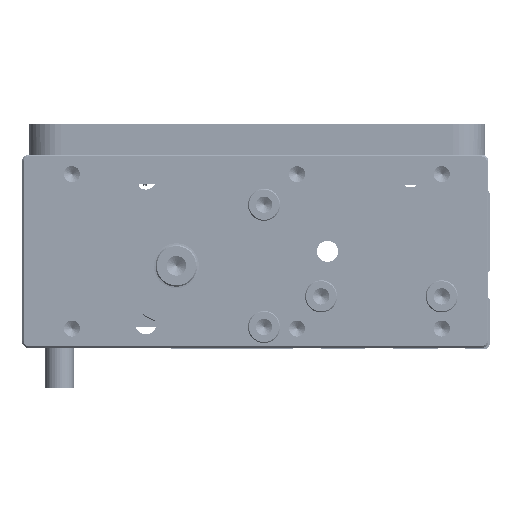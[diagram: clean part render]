
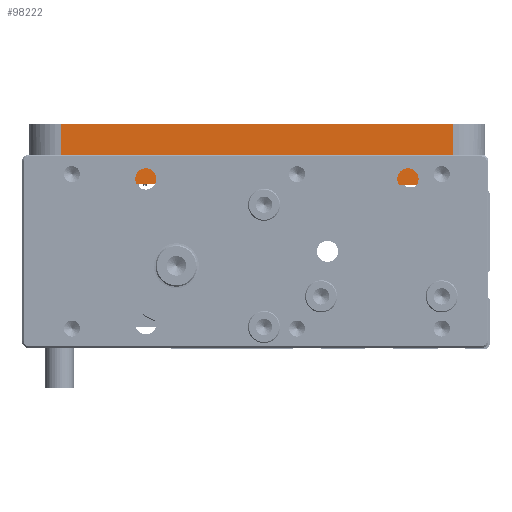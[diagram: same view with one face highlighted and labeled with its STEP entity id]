
A CAD part, left-side view. The second image highlights one B-rep face of the part: STEP entity #98222.
In plain terms, the highlighted face is planar.
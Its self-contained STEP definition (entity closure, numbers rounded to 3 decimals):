
#689 = VECTOR ( 'NONE', #92860, 1000. ) ;
#1837 = EDGE_CURVE ( 'NONE', #61528, #53583, #81200, .T. ) ;
#2120 = VECTOR ( 'NONE', #2536, 1000. ) ;
#2536 = DIRECTION ( 'NONE',  ( 0., 0., -1. ) ) ;
#4120 = VECTOR ( 'NONE', #6140, 1000. ) ;
#4338 = CARTESIAN_POINT ( 'NONE',  ( 45.5, -102.5, 0. ) ) ;
#6140 = DIRECTION ( 'NONE',  ( 0., 1., 0. ) ) ;
#6711 = VECTOR ( 'NONE', #70723, 1000. ) ;
#8325 = VECTOR ( 'NONE', #60282, 1000. ) ;
#8358 = EDGE_CURVE ( 'NONE', #67313, #25139, #96829, .T. ) ;
#12616 = LINE ( 'NONE', #63703, #13987 ) ;
#13201 = DIRECTION ( 'NONE',  ( 0., 0., -1. ) ) ;
#13987 = VECTOR ( 'NONE', #13201, 1000. ) ;
#15016 = VECTOR ( 'NONE', #87601, 1000. ) ;
#16582 = CARTESIAN_POINT ( 'NONE',  ( 45.5, 0., 23. ) ) ;
#18707 = CARTESIAN_POINT ( 'NONE',  ( 45.5, -101., 19. ) ) ;
#21001 = VERTEX_POINT ( 'NONE', #100753 ) ;
#22160 = ORIENTED_EDGE ( 'NONE', *, *, #1837, .F. ) ;
#22480 = ORIENTED_EDGE ( 'NONE', *, *, #25805, .F. ) ;
#25139 = VERTEX_POINT ( 'NONE', #76879 ) ;
#25140 = CARTESIAN_POINT ( 'NONE',  ( 45.5, -51.3, 18.5 ) ) ;
#25805 = EDGE_CURVE ( 'NONE', #67908, #67313, #71348, .T. ) ;
#26090 = DIRECTION ( 'NONE',  ( 0., -1., 0. ) ) ;
#27494 = CARTESIAN_POINT ( 'NONE',  ( 45.5, 29.5, 19. ) ) ;
#35287 = CARTESIAN_POINT ( 'NONE',  ( 45.5, -101., 23. ) ) ;
#37153 = CARTESIAN_POINT ( 'NONE',  ( 45.5, 19.5, 18.5 ) ) ;
#37764 = CARTESIAN_POINT ( 'NONE',  ( 45.5, -55.3, 15.5 ) ) ;
#37881 = VERTEX_POINT ( 'NONE', #37153 ) ;
#43113 = VECTOR ( 'NONE', #60172, 1000. ) ;
#43887 = VERTEX_POINT ( 'NONE', #4338 ) ;
#44099 = ORIENTED_EDGE ( 'NONE', *, *, #97799, .F. ) ;
#46514 = AXIS2_PLACEMENT_3D ( 'NONE', #97114, #86817, #26090 ) ;
#48503 = CARTESIAN_POINT ( 'NONE',  ( 45.5, -51.3, 20.8 ) ) ;
#50551 = CARTESIAN_POINT ( 'NONE',  ( 45.5, -55.3, 20.8 ) ) ;
#52513 = LINE ( 'NONE', #76659, #4120 ) ;
#52654 = LINE ( 'NONE', #61289, #15016 ) ;
#53583 = VERTEX_POINT ( 'NONE', #25140 ) ;
#53667 = VECTOR ( 'NONE', #101393, 1000. ) ;
#56038 = EDGE_LOOP ( 'NONE', ( #57652, #80137, #22160, #44099, #103717, #109532, #22480, #81145, #109477, #80839 ) ) ;
#56082 = VERTEX_POINT ( 'NONE', #63717 ) ;
#57652 = ORIENTED_EDGE ( 'NONE', *, *, #107506, .T. ) ;
#57940 = LINE ( 'NONE', #16582, #689 ) ;
#60101 = VECTOR ( 'NONE', #81743, 1000. ) ;
#60172 = DIRECTION ( 'NONE',  ( 0., 1., 0. ) ) ;
#60282 = DIRECTION ( 'NONE',  ( 0., 0., -1. ) ) ;
#61210 = VERTEX_POINT ( 'NONE', #84038 ) ;
#61289 = CARTESIAN_POINT ( 'NONE',  ( 45.5, -51.3, 18.5 ) ) ;
#61528 = VERTEX_POINT ( 'NONE', #111387 ) ;
#62147 = FACE_OUTER_BOUND ( 'NONE', #56038, .T. ) ;
#63703 = CARTESIAN_POINT ( 'NONE',  ( 45.5, -102.5, 19. ) ) ;
#63717 = CARTESIAN_POINT ( 'NONE',  ( 45.5, -55.3, 15.5 ) ) ;
#67313 = VERTEX_POINT ( 'NONE', #18707 ) ;
#67908 = VERTEX_POINT ( 'NONE', #87812 ) ;
#70723 = DIRECTION ( 'NONE',  ( 0., 0., 1. ) ) ;
#71348 = LINE ( 'NONE', #35287, #2120 ) ;
#76659 = CARTESIAN_POINT ( 'NONE',  ( 45.5, 29.5, 0. ) ) ;
#76879 = CARTESIAN_POINT ( 'NONE',  ( 45.5, -55.3, 19. ) ) ;
#80137 = ORIENTED_EDGE ( 'NONE', *, *, #96864, .F. ) ;
#80839 = ORIENTED_EDGE ( 'NONE', *, *, #85022, .T. ) ;
#81145 = ORIENTED_EDGE ( 'NONE', *, *, #86890, .F. ) ;
#81200 = LINE ( 'NONE', #48503, #60101 ) ;
#81743 = DIRECTION ( 'NONE',  ( 0., 0., 1. ) ) ;
#84038 = CARTESIAN_POINT ( 'NONE',  ( 45.5, -102.5, 23. ) ) ;
#85022 = EDGE_CURVE ( 'NONE', #43887, #21001, #52513, .T. ) ;
#86062 = LINE ( 'NONE', #50551, #8325 ) ;
#86817 = DIRECTION ( 'NONE',  ( -1., 0., 0. ) ) ;
#86890 = EDGE_CURVE ( 'NONE', #61210, #67908, #57940, .T. ) ;
#87601 = DIRECTION ( 'NONE',  ( 0., 1., 0. ) ) ;
#87812 = CARTESIAN_POINT ( 'NONE',  ( 45.5, -101., 23. ) ) ;
#92172 = LINE ( 'NONE', #37764, #53667 ) ;
#92860 = DIRECTION ( 'NONE',  ( 0., 1., 0. ) ) ;
#96529 = LINE ( 'NONE', #97692, #6711 ) ;
#96829 = LINE ( 'NONE', #27494, #43113 ) ;
#96864 = EDGE_CURVE ( 'NONE', #53583, #37881, #52654, .T. ) ;
#97114 = CARTESIAN_POINT ( 'NONE',  ( 45.5, 29.5, 19. ) ) ;
#97692 = CARTESIAN_POINT ( 'NONE',  ( 45.5, 19.5, 19. ) ) ;
#97701 = PLANE ( 'NONE',  #46514 ) ;
#97799 = EDGE_CURVE ( 'NONE', #56082, #61528, #92172, .T. ) ;
#98222 = ADVANCED_FACE ( 'NONE', ( #62147 ), #97701, .F. ) ;
#100753 = CARTESIAN_POINT ( 'NONE',  ( 45.5, 19.5, 0. ) ) ;
#101393 = DIRECTION ( 'NONE',  ( 0., 1., 0. ) ) ;
#102032 = EDGE_CURVE ( 'NONE', #25139, #56082, #86062, .T. ) ;
#103717 = ORIENTED_EDGE ( 'NONE', *, *, #102032, .F. ) ;
#104101 = EDGE_CURVE ( 'NONE', #61210, #43887, #12616, .T. ) ;
#107506 = EDGE_CURVE ( 'NONE', #21001, #37881, #96529, .T. ) ;
#109477 = ORIENTED_EDGE ( 'NONE', *, *, #104101, .T. ) ;
#109532 = ORIENTED_EDGE ( 'NONE', *, *, #8358, .F. ) ;
#111387 = CARTESIAN_POINT ( 'NONE',  ( 45.5, -51.3, 15.5 ) ) ;
